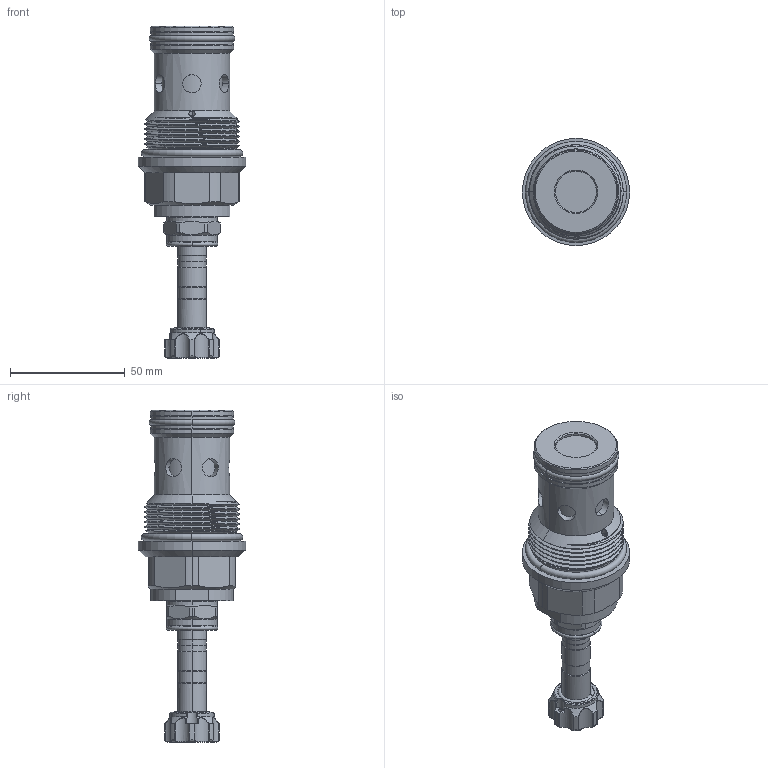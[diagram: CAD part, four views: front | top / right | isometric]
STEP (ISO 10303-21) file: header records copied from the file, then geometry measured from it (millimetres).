
FILE_DESCRIPTION (( 'STEP AP203' ), '1' );
FILE_NAME ('EP08W2A03N95.STEP', '2024-07-04T03:30:39', ( '' ), ( '' ), 'SwSTEP 2.0', 'SolidWorks 2018', '' );
FILE_SCHEMA (( 'CONFIG_CONTROL_DESIGN' ));
Length unit declared in the file: millimetre
Products named in the file (1): EP08W2A03N95
Bounding box: 46.8 x 46.8 x 144.95 mm (x, y, z)
Volume: 104860 mm3; surface area: 20271.2 mm2
Topology: 3 solids, 3 shells, 360 faces, 855 edges, 524 vertices
Faces by surface type: cylinder 164, plane 65, cone 53, bspline 41, torus 37
Entity records: 16144 total; most frequent: CARTESIAN_POINT 8120, ORIENTED_EDGE 1706, DIRECTION 1624, EDGE_CURVE 853, AXIS2_PLACEMENT_3D 674, VERTEX_POINT 524, EDGE_LOOP 387, FACE_OUTER_BOUND 360
